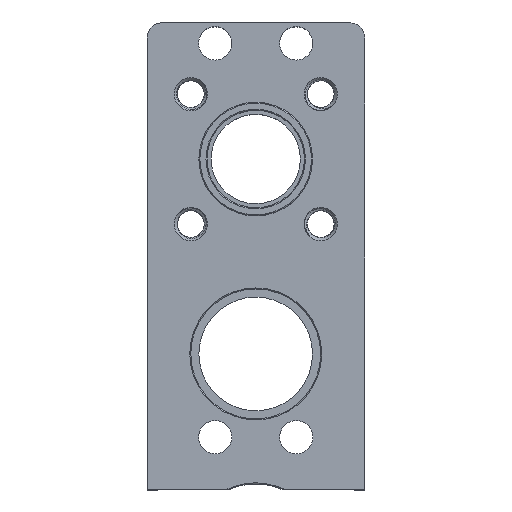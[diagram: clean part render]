
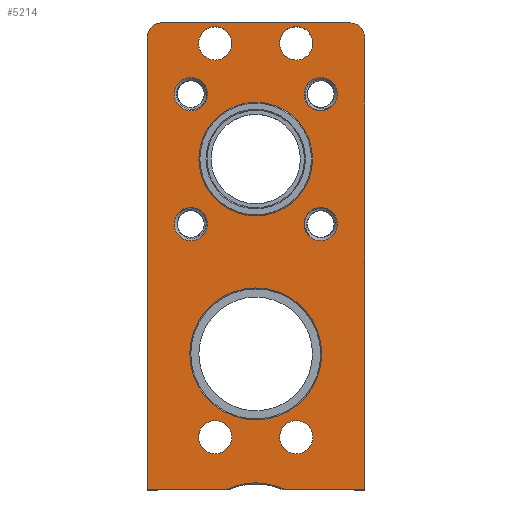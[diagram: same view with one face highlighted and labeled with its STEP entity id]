
A CAD part, top view. The second image highlights one B-rep face of the part: STEP entity #5214.
In plain terms, the highlighted planar face has unit normal (0, 0, 1).
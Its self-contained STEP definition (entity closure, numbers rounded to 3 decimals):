
#47=FACE_BOUND('',#839,.T.);
#48=FACE_BOUND('',#840,.T.);
#49=FACE_BOUND('',#841,.T.);
#50=FACE_BOUND('',#842,.T.);
#51=FACE_BOUND('',#843,.T.);
#52=FACE_BOUND('',#844,.T.);
#53=FACE_BOUND('',#845,.T.);
#54=FACE_BOUND('',#846,.T.);
#55=FACE_BOUND('',#847,.T.);
#56=FACE_BOUND('',#848,.T.);
#154=PLANE('',#5676);
#531=FACE_OUTER_BOUND('',#838,.T.);
#838=EDGE_LOOP('',(#4730,#4731,#4732,#4733,#4734,#4735,#4736,#4737,#4738,
#4739,#4740,#4741,#4742,#4743,#4744,#4745,#4746,#4747));
#839=EDGE_LOOP('',(#4748));
#840=EDGE_LOOP('',(#4749));
#841=EDGE_LOOP('',(#4750));
#842=EDGE_LOOP('',(#4751));
#843=EDGE_LOOP('',(#4752));
#844=EDGE_LOOP('',(#4753));
#845=EDGE_LOOP('',(#4754));
#846=EDGE_LOOP('',(#4755));
#847=EDGE_LOOP('',(#4756));
#848=EDGE_LOOP('',(#4757));
#893=CIRCLE('',#5306,1.878);
#906=CIRCLE('',#5325,1.878);
#922=CIRCLE('',#5344,2.05);
#924=CIRCLE('',#5347,2.05);
#1027=CIRCLE('',#5596,8.125);
#1028=CIRCLE('',#5598,2.05);
#1029=CIRCLE('',#5600,2.05);
#1030=CIRCLE('',#5602,2.05);
#1031=CIRCLE('',#5604,2.05);
#1032=CIRCLE('',#5606,7.);
#1033=CIRCLE('',#5609,0.875);
#1034=CIRCLE('',#5611,8.125);
#1035=CIRCLE('',#5613,0.875);
#1036=CIRCLE('',#5616,2.05);
#1037=CIRCLE('',#5618,2.05);
#1046=CIRCLE('',#5667,2.125);
#1047=CIRCLE('',#5670,2.125);
#1048=CIRCLE('',#5672,2.125);
#1049=CIRCLE('',#5675,2.125);
#1328=LINE('',#9479,#1663);
#1569=LINE('',#15166,#1904);
#1572=LINE('',#15194,#1907);
#1601=LINE('',#16506,#1936);
#1606=LINE('',#16522,#1941);
#1610=LINE('',#16543,#1945);
#1611=LINE('',#16551,#1946);
#1612=LINE('',#16552,#1947);
#1613=LINE('',#16553,#1948);
#1663=VECTOR('',#5908,10.);
#1904=VECTOR('',#6747,10.);
#1907=VECTOR('',#6764,10.);
#1936=VECTOR('',#6895,10.);
#1941=VECTOR('',#6906,1000.);
#1945=VECTOR('',#6920,1000.);
#1946=VECTOR('',#6927,10.);
#1947=VECTOR('',#6928,10.);
#1948=VECTOR('',#6929,10.);
#2104=VERTEX_POINT('',#9101);
#2105=VERTEX_POINT('',#9102);
#2111=VERTEX_POINT('',#9478);
#2154=VERTEX_POINT('',#9682);
#2182=VERTEX_POINT('',#9986);
#2184=VERTEX_POINT('',#9992);
#2413=VERTEX_POINT('',#15140);
#2414=VERTEX_POINT('',#15144);
#2415=VERTEX_POINT('',#15148);
#2416=VERTEX_POINT('',#15152);
#2417=VERTEX_POINT('',#15156);
#2418=VERTEX_POINT('',#15160);
#2419=VERTEX_POINT('',#15164);
#2421=VERTEX_POINT('',#15169);
#2422=VERTEX_POINT('',#15173);
#2424=VERTEX_POINT('',#15184);
#2425=VERTEX_POINT('',#15188);
#2426=VERTEX_POINT('',#15196);
#2427=VERTEX_POINT('',#15200);
#2444=VERTEX_POINT('',#16505);
#2445=VERTEX_POINT('',#16509);
#2447=VERTEX_POINT('',#16514);
#2449=VERTEX_POINT('',#16520);
#2450=VERTEX_POINT('',#16524);
#2451=VERTEX_POINT('',#16530);
#2453=VERTEX_POINT('',#16535);
#2455=VERTEX_POINT('',#16541);
#2456=VERTEX_POINT('',#16545);
#2625=EDGE_CURVE('',#2104,#2105,#893,.T.);
#2633=EDGE_CURVE('',#2111,#2105,#1328,.T.);
#2682=EDGE_CURVE('',#2111,#2154,#906,.T.);
#2715=EDGE_CURVE('',#2182,#2182,#922,.T.);
#2718=EDGE_CURVE('',#2184,#2184,#924,.T.);
#3131=EDGE_CURVE('',#2413,#2413,#1027,.F.);
#3133=EDGE_CURVE('',#2414,#2414,#1028,.T.);
#3135=EDGE_CURVE('',#2415,#2415,#1029,.T.);
#3137=EDGE_CURVE('',#2416,#2416,#1030,.T.);
#3139=EDGE_CURVE('',#2417,#2417,#1031,.T.);
#3140=EDGE_CURVE('',#2418,#2418,#1032,.T.);
#3143=EDGE_CURVE('',#2104,#2419,#1569,.T.);
#3145=EDGE_CURVE('',#2422,#2421,#1033,.T.);
#3149=EDGE_CURVE('',#2424,#2422,#1034,.F.);
#3152=EDGE_CURVE('',#2425,#2424,#1035,.T.);
#3153=EDGE_CURVE('',#2419,#2425,#1572,.T.);
#3155=EDGE_CURVE('',#2426,#2426,#1036,.T.);
#3157=EDGE_CURVE('',#2427,#2427,#1037,.T.);
#3220=EDGE_CURVE('',#2421,#2444,#1601,.T.);
#3224=EDGE_CURVE('',#2445,#2447,#1046,.F.);
#3227=EDGE_CURVE('',#2447,#2449,#1606,.T.);
#3229=EDGE_CURVE('',#2449,#2450,#1047,.F.);
#3232=EDGE_CURVE('',#2451,#2453,#1048,.F.);
#3235=EDGE_CURVE('',#2453,#2455,#1610,.T.);
#3237=EDGE_CURVE('',#2455,#2456,#1049,.F.);
#3238=EDGE_CURVE('',#2444,#2445,#1611,.T.);
#3239=EDGE_CURVE('',#2450,#2451,#1612,.T.);
#3240=EDGE_CURVE('',#2456,#2154,#1613,.T.);
#4730=ORIENTED_EDGE('',*,*,#2625,.F.);
#4731=ORIENTED_EDGE('',*,*,#3143,.T.);
#4732=ORIENTED_EDGE('',*,*,#3153,.T.);
#4733=ORIENTED_EDGE('',*,*,#3152,.T.);
#4734=ORIENTED_EDGE('',*,*,#3149,.T.);
#4735=ORIENTED_EDGE('',*,*,#3145,.T.);
#4736=ORIENTED_EDGE('',*,*,#3220,.T.);
#4737=ORIENTED_EDGE('',*,*,#3238,.T.);
#4738=ORIENTED_EDGE('',*,*,#3224,.T.);
#4739=ORIENTED_EDGE('',*,*,#3227,.T.);
#4740=ORIENTED_EDGE('',*,*,#3229,.T.);
#4741=ORIENTED_EDGE('',*,*,#3239,.T.);
#4742=ORIENTED_EDGE('',*,*,#3232,.T.);
#4743=ORIENTED_EDGE('',*,*,#3235,.T.);
#4744=ORIENTED_EDGE('',*,*,#3237,.T.);
#4745=ORIENTED_EDGE('',*,*,#3240,.T.);
#4746=ORIENTED_EDGE('',*,*,#2682,.F.);
#4747=ORIENTED_EDGE('',*,*,#2633,.T.);
#4748=ORIENTED_EDGE('',*,*,#2715,.T.);
#4749=ORIENTED_EDGE('',*,*,#2718,.T.);
#4750=ORIENTED_EDGE('',*,*,#3157,.T.);
#4751=ORIENTED_EDGE('',*,*,#3155,.T.);
#4752=ORIENTED_EDGE('',*,*,#3140,.F.);
#4753=ORIENTED_EDGE('',*,*,#3139,.T.);
#4754=ORIENTED_EDGE('',*,*,#3137,.T.);
#4755=ORIENTED_EDGE('',*,*,#3135,.F.);
#4756=ORIENTED_EDGE('',*,*,#3133,.F.);
#4757=ORIENTED_EDGE('',*,*,#3131,.T.);
#5214=ADVANCED_FACE('',(#531,#47,#48,#49,#50,#51,#52,#53,#54,#55,#56),#154,
 .T.);
#5306=AXIS2_PLACEMENT_3D('',#9103,#5900,#5901);
#5325=AXIS2_PLACEMENT_3D('',#9683,#5967,#5968);
#5344=AXIS2_PLACEMENT_3D('',#9988,#6021,#6022);
#5347=AXIS2_PLACEMENT_3D('',#9994,#6028,#6029);
#5596=AXIS2_PLACEMENT_3D('',#15142,#6717,#6718);
#5598=AXIS2_PLACEMENT_3D('',#15146,#6722,#6723);
#5600=AXIS2_PLACEMENT_3D('',#15150,#6727,#6728);
#5602=AXIS2_PLACEMENT_3D('',#15154,#6732,#6733);
#5604=AXIS2_PLACEMENT_3D('',#15158,#6737,#6738);
#5606=AXIS2_PLACEMENT_3D('',#15161,#6741,#6742);
#5609=AXIS2_PLACEMENT_3D('',#15174,#6750,#6751);
#5611=AXIS2_PLACEMENT_3D('',#15185,#6755,#6756);
#5613=AXIS2_PLACEMENT_3D('',#15192,#6760,#6761);
#5616=AXIS2_PLACEMENT_3D('',#15198,#6768,#6769);
#5618=AXIS2_PLACEMENT_3D('',#15202,#6773,#6774);
#5667=AXIS2_PLACEMENT_3D('',#16516,#6900,#6901);
#5670=AXIS2_PLACEMENT_3D('',#16528,#6909,#6910);
#5672=AXIS2_PLACEMENT_3D('',#16537,#6914,#6915);
#5675=AXIS2_PLACEMENT_3D('',#16549,#6923,#6924);
#5676=AXIS2_PLACEMENT_3D('',#16550,#6925,#6926);
#5900=DIRECTION('center_axis',(0.,0.,-1.));
#5901=DIRECTION('ref_axis',(-0.707,0.707,0.));
#5908=DIRECTION('',(-1.,0.,0.));
#5967=DIRECTION('center_axis',(0.,0.,-1.));
#5968=DIRECTION('ref_axis',(0.707,0.707,0.));
#6021=DIRECTION('center_axis',(0.,0.,-1.));
#6022=DIRECTION('ref_axis',(-1.,0.,0.));
#6028=DIRECTION('center_axis',(0.,0.,-1.));
#6029=DIRECTION('ref_axis',(-1.,0.,0.));
#6717=DIRECTION('center_axis',(0.,0.,1.));
#6718=DIRECTION('ref_axis',(-1.,0.,0.));
#6722=DIRECTION('center_axis',(0.,0.,1.));
#6723=DIRECTION('ref_axis',(1.,0.,0.));
#6727=DIRECTION('center_axis',(0.,0.,1.));
#6728=DIRECTION('ref_axis',(1.,0.,0.));
#6732=DIRECTION('center_axis',(0.,0.,-1.));
#6733=DIRECTION('ref_axis',(-1.,0.,0.));
#6737=DIRECTION('center_axis',(0.,0.,-1.));
#6738=DIRECTION('ref_axis',(-1.,0.,0.));
#6741=DIRECTION('center_axis',(0.,0.,1.));
#6742=DIRECTION('ref_axis',(-1.,0.,0.));
#6747=DIRECTION('',(0.,-1.,0.));
#6750=DIRECTION('center_axis',(0.,0.,1.));
#6751=DIRECTION('ref_axis',(-1.,0.,0.));
#6755=DIRECTION('center_axis',(0.,0.,1.));
#6756=DIRECTION('ref_axis',(-1.,0.,0.));
#6760=DIRECTION('center_axis',(0.,0.,1.));
#6761=DIRECTION('ref_axis',(-1.,0.,0.));
#6764=DIRECTION('',(1.,0.,0.));
#6768=DIRECTION('center_axis',(0.,0.,-1.));
#6769=DIRECTION('ref_axis',(-1.,0.,0.));
#6773=DIRECTION('center_axis',(0.,0.,-1.));
#6774=DIRECTION('ref_axis',(-1.,0.,0.));
#6895=DIRECTION('',(1.,0.,0.));
#6900=DIRECTION('center_axis',(0.,0.,1.));
#6901=DIRECTION('ref_axis',(-1.,0.,0.));
#6906=DIRECTION('',(0.,1.,0.));
#6909=DIRECTION('center_axis',(0.,0.,1.));
#6910=DIRECTION('ref_axis',(-1.,0.,0.));
#6914=DIRECTION('center_axis',(0.,0.,1.));
#6915=DIRECTION('ref_axis',(-1.,0.,0.));
#6920=DIRECTION('',(0.,1.,0.));
#6923=DIRECTION('center_axis',(0.,0.,1.));
#6924=DIRECTION('ref_axis',(-1.,0.,0.));
#6925=DIRECTION('center_axis',(0.,0.,1.));
#6926=DIRECTION('ref_axis',(-1.,0.,0.));
#6927=DIRECTION('',(0.,1.,0.));
#6928=DIRECTION('',(0.,1.,0.));
#6929=DIRECTION('',(0.,1.,0.));
#9101=CARTESIAN_POINT('',(-13.375,14.905,0.));
#9102=CARTESIAN_POINT('',(-11.497,16.783,0.));
#9103=CARTESIAN_POINT('Origin',(-11.497,14.905,0.));
#9478=CARTESIAN_POINT('',(11.566,16.783,0.));
#9479=CARTESIAN_POINT('',(13.444,16.783,0.));
#9682=CARTESIAN_POINT('',(13.444,14.905,0.));
#9683=CARTESIAN_POINT('Origin',(11.566,14.905,0.));
#9986=CARTESIAN_POINT('',(7.05,14.25,0.));
#9988=CARTESIAN_POINT('Origin',(5.,14.25,0.));
#9992=CARTESIAN_POINT('',(-2.95,14.25,0.));
#9994=CARTESIAN_POINT('Origin',(-5.,14.25,0.));
#15140=CARTESIAN_POINT('',(8.125,-24.,0.));
#15142=CARTESIAN_POINT('Origin',(0.,-24.,0.));
#15144=CARTESIAN_POINT('',(5.95,8.,0.));
#15146=CARTESIAN_POINT('Origin',(8.,8.,0.));
#15148=CARTESIAN_POINT('',(5.95,-8.,0.));
#15150=CARTESIAN_POINT('Origin',(8.,-8.,0.));
#15152=CARTESIAN_POINT('',(-5.95,8.,0.));
#15154=CARTESIAN_POINT('Origin',(-8.,8.,0.));
#15156=CARTESIAN_POINT('',(-5.95,-8.,0.));
#15158=CARTESIAN_POINT('Origin',(-8.,-8.,0.));
#15160=CARTESIAN_POINT('',(-7.,0.,0.));
#15161=CARTESIAN_POINT('Origin',(0.,0.,0.));
#15164=CARTESIAN_POINT('',(-13.375,-40.746,0.));
#15166=CARTESIAN_POINT('',(-13.375,-20.373,0.));
#15169=CARTESIAN_POINT('',(3.7,-40.746,0.));
#15173=CARTESIAN_POINT('',(3.542,-40.688,0.));
#15174=CARTESIAN_POINT('Origin',(3.923,-39.9,0.));
#15184=CARTESIAN_POINT('',(-3.542,-40.688,0.));
#15185=CARTESIAN_POINT('Origin',(0.,-48.,0.));
#15188=CARTESIAN_POINT('',(-3.7,-40.746,0.));
#15192=CARTESIAN_POINT('Origin',(-3.923,-39.9,0.));
#15194=CARTESIAN_POINT('',(6.722,-40.746,0.));
#15196=CARTESIAN_POINT('',(-2.95,-34.25,0.));
#15198=CARTESIAN_POINT('Origin',(-5.,-34.25,0.));
#15200=CARTESIAN_POINT('',(7.05,-34.25,0.));
#15202=CARTESIAN_POINT('Origin',(5.,-34.25,0.));
#16505=CARTESIAN_POINT('',(13.444,-40.746,0.));
#16506=CARTESIAN_POINT('',(6.722,-40.746,0.));
#16509=CARTESIAN_POINT('',(13.444,-34.539,0.));
#16514=CARTESIAN_POINT('',(13.375,-34.,0.));
#16516=CARTESIAN_POINT('Origin',(15.5,-34.,0.));
#16520=CARTESIAN_POINT('',(13.375,-22.,0.));
#16522=CARTESIAN_POINT('',(13.375,-22.,0.));
#16524=CARTESIAN_POINT('',(13.444,-21.461,0.));
#16528=CARTESIAN_POINT('Origin',(15.5,-22.,0.));
#16530=CARTESIAN_POINT('',(13.444,-2.539,0.));
#16535=CARTESIAN_POINT('',(13.375,-2.,0.));
#16537=CARTESIAN_POINT('Origin',(15.5,-2.,0.));
#16541=CARTESIAN_POINT('',(13.375,10.,0.));
#16543=CARTESIAN_POINT('',(13.375,10.,0.));
#16545=CARTESIAN_POINT('',(13.444,10.539,0.));
#16549=CARTESIAN_POINT('Origin',(15.5,10.,0.));
#16550=CARTESIAN_POINT('Origin',(0.,0.,0.));
#16551=CARTESIAN_POINT('',(13.444,8.392,0.));
#16552=CARTESIAN_POINT('',(13.444,8.392,0.));
#16553=CARTESIAN_POINT('',(13.444,8.392,0.));
